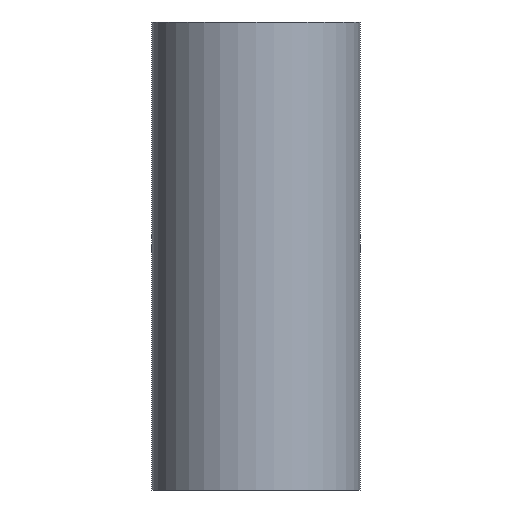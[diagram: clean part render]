
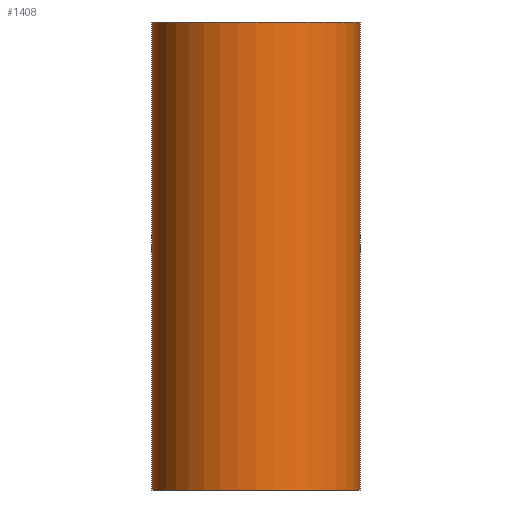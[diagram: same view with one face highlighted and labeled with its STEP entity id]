
A CAD part, front view. The second image highlights one B-rep face of the part: STEP entity #1408.
In plain terms, the highlighted cylindrical face has radius 38.1 mm (diameter 76.2 mm), a partial arc.
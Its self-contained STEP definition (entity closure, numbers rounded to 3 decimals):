
#35 = CARTESIAN_POINT ( 'NONE',  ( -38.1, 0., 85.7 ) ) ;
#101 = VECTOR ( 'NONE', #131, 1000. ) ;
#104 = CARTESIAN_POINT ( 'NONE',  ( 0., 0., -85.7 ) ) ;
#131 = DIRECTION ( 'NONE',  ( 0., 0., -1. ) ) ;
#168 = CARTESIAN_POINT ( 'NONE',  ( -38.1, 0., 85.7 ) ) ;
#191 = ORIENTED_EDGE ( 'NONE', *, *, #1006, .F. ) ;
#263 = DIRECTION ( 'NONE',  ( 0., 0., -1. ) ) ;
#271 = LINE ( 'NONE', #35, #428 ) ;
#277 = CARTESIAN_POINT ( 'NONE',  ( 0., 0., 85.7 ) ) ;
#362 = CARTESIAN_POINT ( 'NONE',  ( 38.1, 0., 85.7 ) ) ;
#372 = CARTESIAN_POINT ( 'NONE',  ( 0., 0., 85.7 ) ) ;
#375 = LINE ( 'NONE', #686, #101 ) ;
#378 = CARTESIAN_POINT ( 'NONE',  ( -38.1, 0., -85.7 ) ) ;
#395 = EDGE_CURVE ( 'NONE', #471, #493, #1156, .T. ) ;
#428 = VECTOR ( 'NONE', #263, 1000. ) ;
#451 = AXIS2_PLACEMENT_3D ( 'NONE', #372, #1134, #1041 ) ;
#471 = VERTEX_POINT ( 'NONE', #378 ) ;
#493 = VERTEX_POINT ( 'NONE', #931 ) ;
#625 = ORIENTED_EDGE ( 'NONE', *, *, #1280, .F. ) ;
#663 = VERTEX_POINT ( 'NONE', #362 ) ;
#686 = CARTESIAN_POINT ( 'NONE',  ( 38.1, 0., 85.7 ) ) ;
#725 = DIRECTION ( 'NONE',  ( 0., 0., 1. ) ) ;
#830 = DIRECTION ( 'NONE',  ( 1., 0., 0. ) ) ;
#864 = FACE_OUTER_BOUND ( 'NONE', #1336, .T. ) ;
#897 = EDGE_CURVE ( 'NONE', #1312, #471, #271, .T. ) ;
#931 = CARTESIAN_POINT ( 'NONE',  ( 38.1, 0., -85.7 ) ) ;
#988 = ORIENTED_EDGE ( 'NONE', *, *, #395, .T. ) ;
#1006 = EDGE_CURVE ( 'NONE', #663, #493, #375, .T. ) ;
#1022 = AXIS2_PLACEMENT_3D ( 'NONE', #104, #1197, #1427 ) ;
#1041 = DIRECTION ( 'NONE',  ( -1., 0., 0. ) ) ;
#1134 = DIRECTION ( 'NONE',  ( 0., 0., -1. ) ) ;
#1150 = ORIENTED_EDGE ( 'NONE', *, *, #897, .T. ) ;
#1156 = CIRCLE ( 'NONE', #1022, 38.1 ) ;
#1197 = DIRECTION ( 'NONE',  ( 0., 0., 1. ) ) ;
#1230 = CIRCLE ( 'NONE', #1302, 38.1 ) ;
#1280 = EDGE_CURVE ( 'NONE', #1312, #663, #1230, .T. ) ;
#1302 = AXIS2_PLACEMENT_3D ( 'NONE', #277, #725, #830 ) ;
#1312 = VERTEX_POINT ( 'NONE', #168 ) ;
#1324 = CYLINDRICAL_SURFACE ( 'NONE', #451, 38.1 ) ;
#1336 = EDGE_LOOP ( 'NONE', ( #191, #625, #1150, #988 ) ) ;
#1408 = ADVANCED_FACE ( 'NONE', ( #864 ), #1324, .T. ) ;
#1427 = DIRECTION ( 'NONE',  ( 1., 0., 0. ) ) ;
